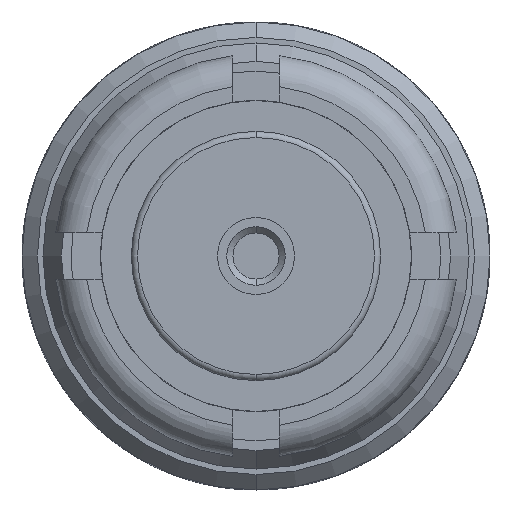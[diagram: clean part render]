
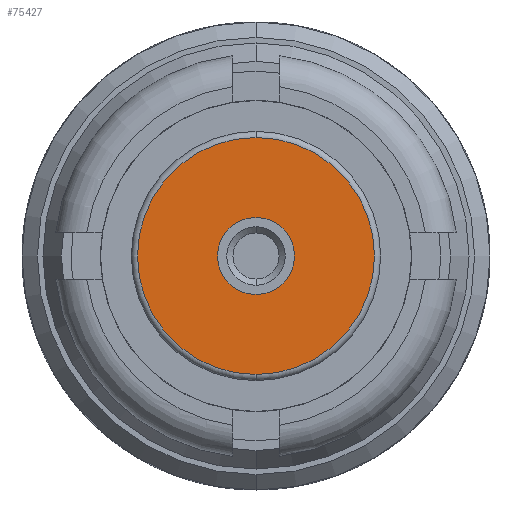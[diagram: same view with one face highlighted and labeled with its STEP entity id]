
A CAD part, left-side view. The second image highlights one B-rep face of the part: STEP entity #75427.
In plain terms, the highlighted planar face has unit normal (-1, 0, 0).
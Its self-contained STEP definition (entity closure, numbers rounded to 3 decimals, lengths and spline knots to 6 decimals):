
#1347 = CIRCLE ( 'NONE', #94461, 0.0125 ) ;
#4349 = ORIENTED_EDGE ( 'NONE', *, *, #89451, .T. ) ;
#11897 = CARTESIAN_POINT ( 'NONE',  ( 0., 0., 0. ) ) ;
#12598 = CIRCLE ( 'NONE', #73279, 0.0125 ) ;
#14821 = DIRECTION ( 'NONE',  ( 0., 1., 0. ) ) ;
#16432 = CARTESIAN_POINT ( 'NONE',  ( 0., 0., 0.0125 ) ) ;
#19855 = DIRECTION ( 'NONE',  ( 0., 0., -1. ) ) ;
#21270 = DIRECTION ( 'NONE',  ( -1., 0., 0. ) ) ;
#21840 = DIRECTION ( 'NONE',  ( 0., 0., 1. ) ) ;
#21869 = EDGE_LOOP ( 'NONE', ( #76522, #68598 ) ) ;
#27550 = EDGE_LOOP ( 'NONE', ( #4349, #89528 ) ) ;
#30757 = DIRECTION ( 'NONE',  ( 0., 0., -1. ) ) ;
#32538 = AXIS2_PLACEMENT_3D ( 'NONE', #79518, #21270, #30757 ) ;
#41668 = DIRECTION ( 'NONE',  ( -1., 0., 0. ) ) ;
#49158 = AXIS2_PLACEMENT_3D ( 'NONE', #106663, #118052, #19855 ) ;
#59532 = VERTEX_POINT ( 'NONE', #16432 ) ;
#63856 = EDGE_CURVE ( 'NONE', #59532, #119680, #1347, .T. ) ;
#64263 = FACE_BOUND ( 'NONE', #21869, .T. ) ;
#68598 = ORIENTED_EDGE ( 'NONE', *, *, #98893, .F. ) ;
#71369 = CIRCLE ( 'NONE', #49158, 0.0385 ) ;
#72667 = CARTESIAN_POINT ( 'NONE',  ( 0., 0., -0.0125 ) ) ;
#73279 = AXIS2_PLACEMENT_3D ( 'NONE', #11897, #41668, #90417 ) ;
#74346 = FACE_OUTER_BOUND ( 'NONE', #27550, .T. ) ;
#75427 = ADVANCED_FACE ( 'NONE', ( #64263, #74346 ), #82589, .F. ) ;
#76522 = ORIENTED_EDGE ( 'NONE', *, *, #63856, .F. ) ;
#77032 = CIRCLE ( 'NONE', #32538, 0.0385 ) ;
#79518 = CARTESIAN_POINT ( 'NONE',  ( 0., 0., 0. ) ) ;
#82589 = PLANE ( 'NONE',  #103268 ) ;
#84967 = CARTESIAN_POINT ( 'NONE',  ( 0., 0., 0.0385 ) ) ;
#86042 = VERTEX_POINT ( 'NONE', #116575 ) ;
#89451 = EDGE_CURVE ( 'NONE', #86042, #103731, #77032, .T. ) ;
#89528 = ORIENTED_EDGE ( 'NONE', *, *, #103599, .T. ) ;
#90417 = DIRECTION ( 'NONE',  ( 0., 0., 1. ) ) ;
#90843 = DIRECTION ( 'NONE',  ( -1., 0., 0. ) ) ;
#92087 = CARTESIAN_POINT ( 'NONE',  ( 0., 0., 0. ) ) ;
#94461 = AXIS2_PLACEMENT_3D ( 'NONE', #116919, #90843, #21840 ) ;
#98893 = EDGE_CURVE ( 'NONE', #119680, #59532, #12598, .T. ) ;
#100939 = DIRECTION ( 'NONE',  ( 1., 0., 0. ) ) ;
#103268 = AXIS2_PLACEMENT_3D ( 'NONE', #92087, #100939, #14821 ) ;
#103599 = EDGE_CURVE ( 'NONE', #103731, #86042, #71369, .T. ) ;
#103731 = VERTEX_POINT ( 'NONE', #84967 ) ;
#106663 = CARTESIAN_POINT ( 'NONE',  ( 0., 0., 0. ) ) ;
#116575 = CARTESIAN_POINT ( 'NONE',  ( 0., 0., -0.0385 ) ) ;
#116919 = CARTESIAN_POINT ( 'NONE',  ( 0., 0., 0. ) ) ;
#118052 = DIRECTION ( 'NONE',  ( -1., 0., 0. ) ) ;
#119680 = VERTEX_POINT ( 'NONE', #72667 ) ;
